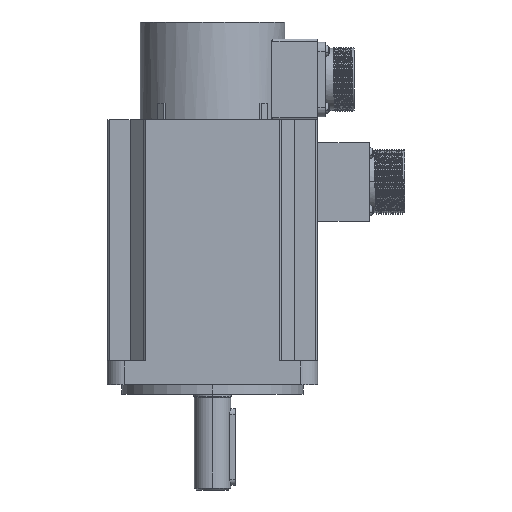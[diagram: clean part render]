
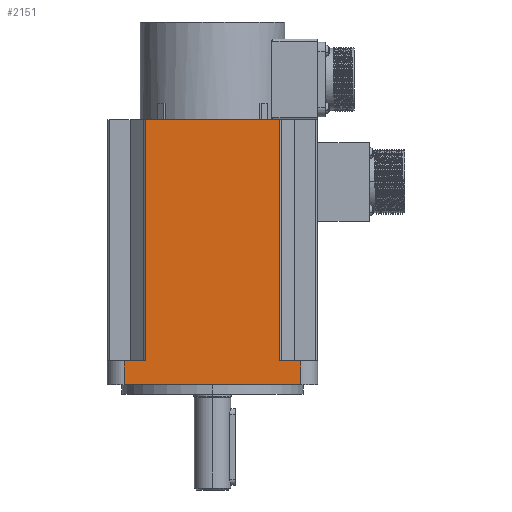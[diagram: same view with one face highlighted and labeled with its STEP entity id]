
A CAD part, front view. The second image highlights one B-rep face of the part: STEP entity #2151.
In plain terms, the highlighted face is planar.
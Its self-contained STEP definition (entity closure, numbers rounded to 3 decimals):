
#869 = PLANE ( 'NONE',  #21473 ) ;
#931 = CARTESIAN_POINT ( 'NONE',  ( 56.75, -46., 110. ) ) ;
#1715 = ORIENTED_EDGE ( 'NONE', *, *, #21558, .F. ) ;
#2151 = ADVANCED_FACE ( 'NONE', ( #9670 ), #869, .T. ) ;
#2497 = ORIENTED_EDGE ( 'NONE', *, *, #25917, .T. ) ;
#3520 = CARTESIAN_POINT ( 'NONE',  ( 0., -35., 110. ) ) ;
#3957 = ORIENTED_EDGE ( 'NONE', *, *, #39602, .F. ) ;
#4758 = DIRECTION ( 'NONE',  ( 0., 1., 0. ) ) ;
#5790 = CARTESIAN_POINT ( 'NONE',  ( 56.75, 46., 110. ) ) ;
#7712 = DIRECTION ( 'NONE',  ( 0., 1., 0. ) ) ;
#7907 = CARTESIAN_POINT ( 'NONE',  ( -69.25, 35., 110. ) ) ;
#8393 = LINE ( 'NONE', #20730, #20106 ) ;
#8788 = CARTESIAN_POINT ( 'NONE',  ( 56.75, 0., 110. ) ) ;
#9670 = FACE_OUTER_BOUND ( 'NONE', #30299, .T. ) ;
#9856 = VECTOR ( 'NONE', #12679, 1000. ) ;
#9859 = VERTEX_POINT ( 'NONE', #5790 ) ;
#12555 = LINE ( 'NONE', #3520, #38487 ) ;
#12679 = DIRECTION ( 'NONE',  ( 0., 1., 0. ) ) ;
#12898 = VECTOR ( 'NONE', #23953, 1000. ) ;
#13765 = VERTEX_POINT ( 'NONE', #34313 ) ;
#13954 = CARTESIAN_POINT ( 'NONE',  ( -69.25, 35., 110. ) ) ;
#13979 = LINE ( 'NONE', #35573, #20354 ) ;
#14530 = CARTESIAN_POINT ( 'NONE',  ( -69.25, -35., 110. ) ) ;
#14690 = LINE ( 'NONE', #35890, #20123 ) ;
#15731 = EDGE_CURVE ( 'NONE', #29324, #13765, #29922, .T. ) ;
#17015 = ORIENTED_EDGE ( 'NONE', *, *, #15731, .T. ) ;
#17374 = LINE ( 'NONE', #33227, #12898 ) ;
#17766 = EDGE_CURVE ( 'NONE', #20508, #40474, #38234, .T. ) ;
#18723 = CARTESIAN_POINT ( 'NONE',  ( 69.25, 46., 110. ) ) ;
#19880 = CARTESIAN_POINT ( 'NONE',  ( 69.25, -46., 110. ) ) ;
#20106 = VECTOR ( 'NONE', #33862, 1000. ) ;
#20123 = VECTOR ( 'NONE', #7712, 1000. ) ;
#20153 = CARTESIAN_POINT ( 'NONE',  ( 56.75, 35., 110. ) ) ;
#20354 = VECTOR ( 'NONE', #4758, 1000. ) ;
#20508 = VERTEX_POINT ( 'NONE', #20153 ) ;
#20520 = EDGE_CURVE ( 'NONE', #13765, #29704, #13979, .T. ) ;
#20730 = CARTESIAN_POINT ( 'NONE',  ( 56.75, 46., 110. ) ) ;
#21473 = AXIS2_PLACEMENT_3D ( 'NONE', #28767, #35376, #38060 ) ;
#21558 = EDGE_CURVE ( 'NONE', #29324, #29732, #14690, .T. ) ;
#22408 = DIRECTION ( 'NONE',  ( 1., 0., 0. ) ) ;
#22661 = ORIENTED_EDGE ( 'NONE', *, *, #17766, .T. ) ;
#22928 = EDGE_CURVE ( 'NONE', #29704, #9859, #8393, .T. ) ;
#23202 = DIRECTION ( 'NONE',  ( -1., 0., 0. ) ) ;
#23627 = EDGE_CURVE ( 'NONE', #28556, #29732, #12555, .T. ) ;
#23953 = DIRECTION ( 'NONE',  ( 0., -1., 0. ) ) ;
#25917 = EDGE_CURVE ( 'NONE', #40474, #28556, #17374, .T. ) ;
#28092 = ORIENTED_EDGE ( 'NONE', *, *, #23627, .T. ) ;
#28556 = VERTEX_POINT ( 'NONE', #14530 ) ;
#28767 = CARTESIAN_POINT ( 'NONE',  ( 0., 0., 110. ) ) ;
#29324 = VERTEX_POINT ( 'NONE', #931 ) ;
#29479 = ORIENTED_EDGE ( 'NONE', *, *, #22928, .T. ) ;
#29704 = VERTEX_POINT ( 'NONE', #18723 ) ;
#29732 = VERTEX_POINT ( 'NONE', #31267 ) ;
#29922 = LINE ( 'NONE', #19880, #31044 ) ;
#30299 = EDGE_LOOP ( 'NONE', ( #2497, #28092, #1715, #17015, #34368, #29479, #3957, #22661 ) ) ;
#31044 = VECTOR ( 'NONE', #38807, 1000. ) ;
#31267 = CARTESIAN_POINT ( 'NONE',  ( 56.75, -35., 110. ) ) ;
#33227 = CARTESIAN_POINT ( 'NONE',  ( -69.25, 55., 110. ) ) ;
#33862 = DIRECTION ( 'NONE',  ( -1., 0., 0. ) ) ;
#34079 = LINE ( 'NONE', #8788, #9856 ) ;
#34246 = VECTOR ( 'NONE', #23202, 1000. ) ;
#34313 = CARTESIAN_POINT ( 'NONE',  ( 69.25, -46., 110. ) ) ;
#34368 = ORIENTED_EDGE ( 'NONE', *, *, #20520, .T. ) ;
#35376 = DIRECTION ( 'NONE',  ( 0., 0., 1. ) ) ;
#35573 = CARTESIAN_POINT ( 'NONE',  ( 69.25, 55., 110. ) ) ;
#35890 = CARTESIAN_POINT ( 'NONE',  ( 56.75, 0., 110. ) ) ;
#38060 = DIRECTION ( 'NONE',  ( 1., 0., 0. ) ) ;
#38234 = LINE ( 'NONE', #13954, #34246 ) ;
#38487 = VECTOR ( 'NONE', #22408, 1000. ) ;
#38807 = DIRECTION ( 'NONE',  ( 1., 0., 0. ) ) ;
#39602 = EDGE_CURVE ( 'NONE', #20508, #9859, #34079, .T. ) ;
#40474 = VERTEX_POINT ( 'NONE', #7907 ) ;
